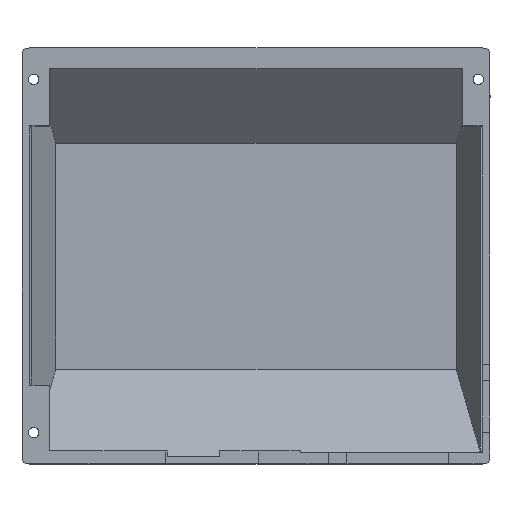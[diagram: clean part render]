
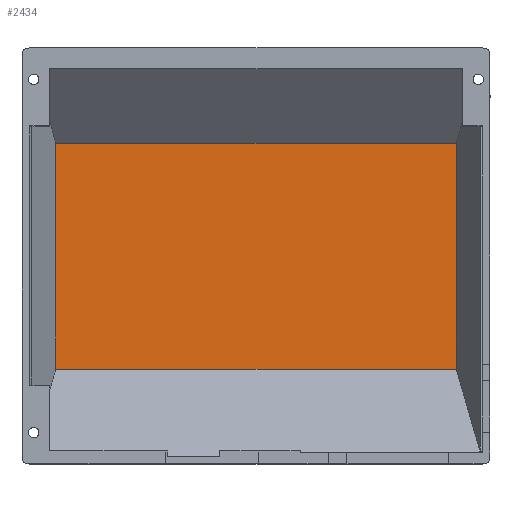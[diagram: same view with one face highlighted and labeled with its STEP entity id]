
A CAD part, top view. The second image highlights one B-rep face of the part: STEP entity #2434.
In plain terms, the highlighted planar face has unit normal (0, 0, 1).
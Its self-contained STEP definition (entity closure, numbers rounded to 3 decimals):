
#199 = VERTEX_POINT ( 'NONE', #1402 ) ;
#375 = CARTESIAN_POINT ( 'NONE',  ( 0., -21.724, -14. ) ) ;
#501 = EDGE_CURVE ( 'NONE', #6396, #199, #3118, .T. ) ;
#722 = FACE_OUTER_BOUND ( 'NONE', #2016, .T. ) ;
#820 = EDGE_CURVE ( 'NONE', #1089, #199, #4422, .T. ) ;
#868 = CARTESIAN_POINT ( 'NONE',  ( 38.53, 0., -14. ) ) ;
#981 = DIRECTION ( 'NONE',  ( 0., 1., 0. ) ) ;
#1010 = LINE ( 'NONE', #3904, #4705 ) ;
#1035 = ORIENTED_EDGE ( 'NONE', *, *, #501, .F. ) ;
#1089 = VERTEX_POINT ( 'NONE', #6920 ) ;
#1296 = ORIENTED_EDGE ( 'NONE', *, *, #7199, .T. ) ;
#1344 = ORIENTED_EDGE ( 'NONE', *, *, #820, .T. ) ;
#1402 = CARTESIAN_POINT ( 'NONE',  ( 38.53, 21.724, -14. ) ) ;
#1765 = EDGE_CURVE ( 'NONE', #5159, #1089, #2755, .T. ) ;
#2005 = VECTOR ( 'NONE', #6094, 1000. ) ;
#2016 = EDGE_LOOP ( 'NONE', ( #3522, #1344, #1035, #1296 ) ) ;
#2098 = DIRECTION ( 'NONE',  ( 1., 0., 0. ) ) ;
#2434 = ADVANCED_FACE ( 'NONE', ( #722 ), #3678, .F. ) ;
#2755 = LINE ( 'NONE', #375, #3746 ) ;
#3108 = DIRECTION ( 'NONE',  ( -1., 0., 0. ) ) ;
#3118 = LINE ( 'NONE', #5483, #2005 ) ;
#3190 = DIRECTION ( 'NONE',  ( 0., 0., -1. ) ) ;
#3522 = ORIENTED_EDGE ( 'NONE', *, *, #1765, .T. ) ;
#3678 = PLANE ( 'NONE',  #3979 ) ;
#3746 = VECTOR ( 'NONE', #2098, 1000. ) ;
#3904 = CARTESIAN_POINT ( 'NONE',  ( -38.53, 0., -14. ) ) ;
#3979 = AXIS2_PLACEMENT_3D ( 'NONE', #6127, #3190, #3108 ) ;
#4422 = LINE ( 'NONE', #868, #7371 ) ;
#4595 = CARTESIAN_POINT ( 'NONE',  ( -38.53, 21.724, -14. ) ) ;
#4705 = VECTOR ( 'NONE', #5005, 1000. ) ;
#5005 = DIRECTION ( 'NONE',  ( 0., -1., 0. ) ) ;
#5159 = VERTEX_POINT ( 'NONE', #5517 ) ;
#5483 = CARTESIAN_POINT ( 'NONE',  ( 0., 21.724, -14. ) ) ;
#5517 = CARTESIAN_POINT ( 'NONE',  ( -38.53, -21.724, -14. ) ) ;
#6094 = DIRECTION ( 'NONE',  ( 1., 0., 0. ) ) ;
#6127 = CARTESIAN_POINT ( 'NONE',  ( 0., 0., -14. ) ) ;
#6396 = VERTEX_POINT ( 'NONE', #4595 ) ;
#6920 = CARTESIAN_POINT ( 'NONE',  ( 38.53, -21.724, -14. ) ) ;
#7199 = EDGE_CURVE ( 'NONE', #6396, #5159, #1010, .T. ) ;
#7371 = VECTOR ( 'NONE', #981, 1000. ) ;
